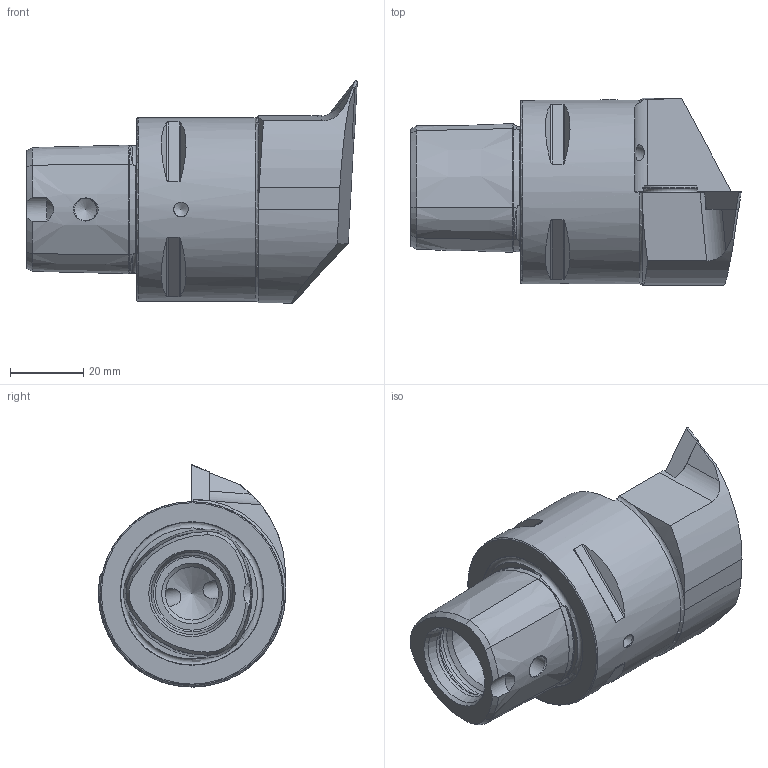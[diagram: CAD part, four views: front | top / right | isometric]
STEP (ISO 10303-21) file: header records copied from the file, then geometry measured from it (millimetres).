
FILE_DESCRIPTION (( 'STEP AP214' ), '1' );
FILE_NAME ('PS5.KVB.LUA.060-HP.STEP', '2020-11-20T13:34:36', ( '' ), ( '' ), 'SwSTEP 2.0', 'SolidWorks 2017', '' );
FILE_SCHEMA (( 'AUTOMOTIVE_DESIGN' ));
Length unit declared in the file: millimetre
Products named in the file (10): VCMT160404; PS5-KVB.LUA.060-HP_B; CHP-ER1.015.006_A; CHP-ER1.008.014_A; CHP-ER1.015.006; DIN 7991 - M5x15; DIN 3771 - 13x1; PS5.KVB.LUA.060-HP; ISO 8752 2x8; WCB-ER2.001.009_A
Assembly tree (9 placements, depth 3):
  PS5.KVB.LUA.060-HP
    PS5-KVB.LUA.060-HP_B
    VCMT160404
    WCB-ER2.001.009_A
    CHP-ER1.015.006
      CHP-ER1.015.006_A
      DIN 3771 - 13x1
      DIN 7991 - M5x15
    ISO 8752 2x8
    CHP-ER1.008.014_A
Bounding box: 90 x 50.99 x 60.5 mm (x, y, z)
Volume: 107164.2 mm3; surface area: 22961.7 mm2
Topology: 8 solids, 8 shells, 277 faces, 663 edges, 407 vertices
Faces by surface type: plane 93, cone 82, cylinder 62, torus 23, bspline 16, sphere 1
Full cylindrical faces by diameter (mm): 2 x1, 2.5 x1, 3 x1, 3.3 x2, 4 x2, 4.2 x2, 4.4 x1, 5 x3, 5.2 x1, 5.25 x1, 5.5 x1, 6.1 x3, 7 x1, 8 x1, 10 x1, 13.4 x1, 14.5 x1, 15 x4, 21 x2, 24 x1, 50 x1
Entity records: 9585 total; most frequent: CARTESIAN_POINT 3090, DIRECTION 1126, ORIENTED_EDGE 1110, EDGE_CURVE 555, AXIS2_PLACEMENT_3D 469, VERTEX_POINT 385, EDGE_LOOP 380, FACE_OUTER_BOUND 320
